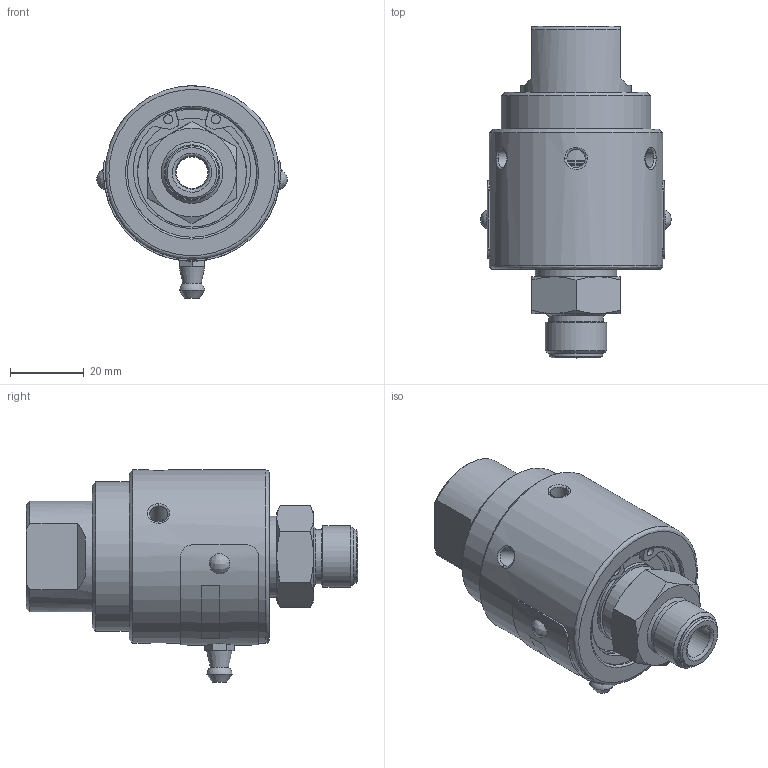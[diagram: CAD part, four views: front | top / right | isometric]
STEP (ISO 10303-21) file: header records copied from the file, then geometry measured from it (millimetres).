
FILE_DESCRIPTION (( 'STEP AP214' ), '1' );
FILE_NAME ('TUR-GR10B-A-RHTO.STEP', '2016-08-22T07:36:51', ( '' ), ( '' ), 'SwSTEP 2.0', 'SolidWorks 2016', '' );
FILE_SCHEMA (( 'AUTOMOTIVE_DESIGN' ));
Length unit declared in the file: millimetre
Products named in the file (1): TUR-GR10B-A-RHTO
Bounding box: 51.67 x 89.9 x 57.5 mm (x, y, z)
Volume: 83897.6 mm3; surface area: 23301 mm2
Topology: 1 solids, 3 shells, 242 faces, 608 edges, 392 vertices
Faces by surface type: plane 102, cylinder 74, cone 40, bspline 25, torus 1
Full cylindrical faces by diameter (mm): 2.5 x2, 3 x2, 5 x4, 6 x1, 8.5 x2, 9 x2, 9.1 x1, 9.5 x2, 13.2 x1, 13.3 x4, 13.4 x1, 13.5 x2, 14.5 x1, 14.7 x1, 14.95 x1, 15.1 x1, 16.66 x1, 17 x1, 22 x2, 22.7 x2, 29.5 x2, 30 x3, 33 x1, 35 x2, 37 x1, 40.5 x1, 47 x1
Entity records: 11074 total; most frequent: CARTESIAN_POINT 4282, DIRECTION 978, ORIENTED_EDGE 958, EDGE_CURVE 479, AXIS2_PLACEMENT_3D 420, EDGE_LOOP 376, VERTEX_POINT 345, FACE_OUTER_BOUND 299
